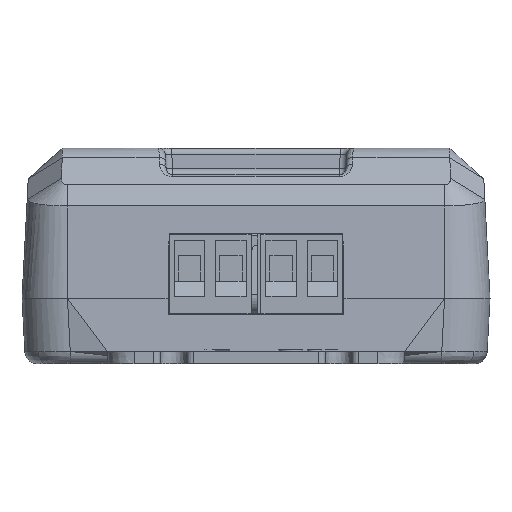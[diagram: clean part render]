
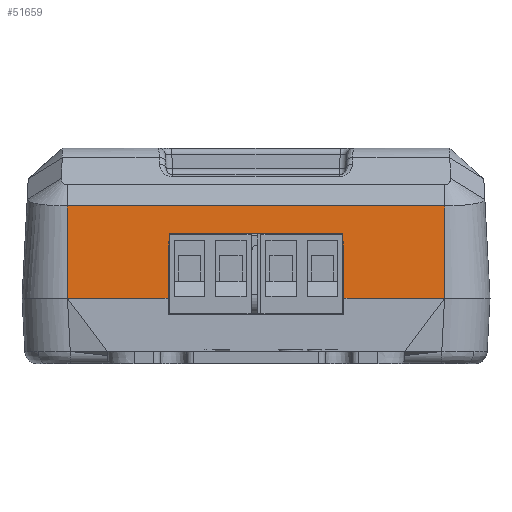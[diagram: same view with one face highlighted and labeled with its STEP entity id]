
A CAD part, front view. The second image highlights one B-rep face of the part: STEP entity #51659.
In plain terms, the highlighted planar face has unit normal (0, -0.999, 0.052).
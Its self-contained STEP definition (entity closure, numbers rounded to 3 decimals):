
#460 = CARTESIAN_POINT ( 'NONE',  ( -29.01, -49., 4. ) ) ;
#530 = CARTESIAN_POINT ( 'NONE',  ( 29.01, -49., 4. ) ) ;
#612 = EDGE_CURVE ( 'NONE', #6894, #19232, #35345, .T. ) ;
#1534 = CARTESIAN_POINT ( 'NONE',  ( 29.01, -49., 4. ) ) ;
#2605 = LINE ( 'NONE', #45821, #74165 ) ;
#3570 = LINE ( 'NONE', #44294, #72316 ) ;
#4385 = CARTESIAN_POINT ( 'NONE',  ( -13.537, -49., 4. ) ) ;
#6894 = VERTEX_POINT ( 'NONE', #460 ) ;
#7109 = DIRECTION ( 'NONE',  ( 0., -0.052, -0.999 ) ) ;
#9399 = VECTOR ( 'NONE', #36723, 1000. ) ;
#9994 = ORIENTED_EDGE ( 'NONE', *, *, #33960, .T. ) ;
#10508 = VECTOR ( 'NONE', #60487, 1000. ) ;
#10906 = DIRECTION ( 'NONE',  ( 0.017, 0.052, 0.998 ) ) ;
#10967 = CARTESIAN_POINT ( 'NONE',  ( 13.537, -49., 4. ) ) ;
#12049 = PLANE ( 'NONE',  #68792 ) ;
#12161 = DIRECTION ( 'NONE',  ( 1., 0., 0. ) ) ;
#13156 = CARTESIAN_POINT ( 'NONE',  ( -29.01, -48.481, 13.9 ) ) ;
#14604 = VERTEX_POINT ( 'NONE', #530 ) ;
#14923 = VECTOR ( 'NONE', #71246, 1000. ) ;
#16439 = VERTEX_POINT ( 'NONE', #10967 ) ;
#17528 = EDGE_CURVE ( 'NONE', #53668, #75909, #75463, .T. ) ;
#19232 = VERTEX_POINT ( 'NONE', #4385 ) ;
#19368 = CARTESIAN_POINT ( 'NONE',  ( 13.364, -48.481, 13.9 ) ) ;
#20444 = ORIENTED_EDGE ( 'NONE', *, *, #612, .T. ) ;
#25252 = EDGE_LOOP ( 'NONE', ( #42055, #66847, #46508, #52168, #70276, #44430, #20444, #9994 ) ) ;
#27785 = VECTOR ( 'NONE', #12161, 1000. ) ;
#28780 = LINE ( 'NONE', #63220, #29761 ) ;
#28794 = VERTEX_POINT ( 'NONE', #19368 ) ;
#29761 = VECTOR ( 'NONE', #40401, 1000. ) ;
#30250 = CARTESIAN_POINT ( 'NONE',  ( -29.01, -48.256, 18.199 ) ) ;
#32838 = CARTESIAN_POINT ( 'NONE',  ( -29.01, -48.256, 18.199 ) ) ;
#33817 = EDGE_CURVE ( 'NONE', #75909, #6894, #3570, .T. ) ;
#33960 = EDGE_CURVE ( 'NONE', #19232, #37529, #2605, .T. ) ;
#35345 = LINE ( 'NONE', #54701, #41839 ) ;
#35647 = CARTESIAN_POINT ( 'NONE',  ( -29.01, -49., 4. ) ) ;
#36723 = DIRECTION ( 'NONE',  ( 0.017, -0.052, -0.998 ) ) ;
#37529 = VERTEX_POINT ( 'NONE', #50423 ) ;
#40401 = DIRECTION ( 'NONE',  ( 1., 0., 0. ) ) ;
#41563 = DIRECTION ( 'NONE',  ( 0., -0.999, 0.052 ) ) ;
#41743 = LINE ( 'NONE', #1534, #10508 ) ;
#41839 = VECTOR ( 'NONE', #54968, 1000. ) ;
#42055 = ORIENTED_EDGE ( 'NONE', *, *, #55395, .T. ) ;
#42766 = CARTESIAN_POINT ( 'NONE',  ( 29.01, -48.256, 18.199 ) ) ;
#44294 = CARTESIAN_POINT ( 'NONE',  ( -29.01, -49., 4. ) ) ;
#44430 = ORIENTED_EDGE ( 'NONE', *, *, #33817, .T. ) ;
#45821 = CARTESIAN_POINT ( 'NONE',  ( -13.541, -49.014, 3.731 ) ) ;
#46224 = EDGE_CURVE ( 'NONE', #16439, #14604, #28780, .T. ) ;
#46508 = ORIENTED_EDGE ( 'NONE', *, *, #46224, .T. ) ;
#48915 = LINE ( 'NONE', #13156, #27785 ) ;
#50423 = CARTESIAN_POINT ( 'NONE',  ( -13.364, -48.481, 13.9 ) ) ;
#51659 = ADVANCED_FACE ( 'NONE', ( #60818 ), #12049, .T. ) ;
#52168 = ORIENTED_EDGE ( 'NONE', *, *, #54820, .F. ) ;
#53668 = VERTEX_POINT ( 'NONE', #42766 ) ;
#54701 = CARTESIAN_POINT ( 'NONE',  ( -29.01, -49., 4. ) ) ;
#54820 = EDGE_CURVE ( 'NONE', #53668, #14604, #41743, .T. ) ;
#54968 = DIRECTION ( 'NONE',  ( 1., 0., 0. ) ) ;
#55395 = EDGE_CURVE ( 'NONE', #37529, #28794, #48915, .T. ) ;
#60487 = DIRECTION ( 'NONE',  ( 0., -0.052, -0.999 ) ) ;
#60818 = FACE_OUTER_BOUND ( 'NONE', #25252, .T. ) ;
#61968 = DIRECTION ( 'NONE',  ( 0., -0.052, -0.999 ) ) ;
#63220 = CARTESIAN_POINT ( 'NONE',  ( -29.01, -49., 4. ) ) ;
#66278 = LINE ( 'NONE', #66685, #9399 ) ;
#66685 = CARTESIAN_POINT ( 'NONE',  ( 13.524, -48.961, 4.74 ) ) ;
#66847 = ORIENTED_EDGE ( 'NONE', *, *, #70569, .T. ) ;
#68792 = AXIS2_PLACEMENT_3D ( 'NONE', #35647, #41563, #7109 ) ;
#70276 = ORIENTED_EDGE ( 'NONE', *, *, #17528, .T. ) ;
#70569 = EDGE_CURVE ( 'NONE', #28794, #16439, #66278, .T. ) ;
#71246 = DIRECTION ( 'NONE',  ( -1., 0., 0. ) ) ;
#72316 = VECTOR ( 'NONE', #61968, 1000. ) ;
#74165 = VECTOR ( 'NONE', #10906, 1000. ) ;
#75463 = LINE ( 'NONE', #30250, #14923 ) ;
#75909 = VERTEX_POINT ( 'NONE', #32838 ) ;
